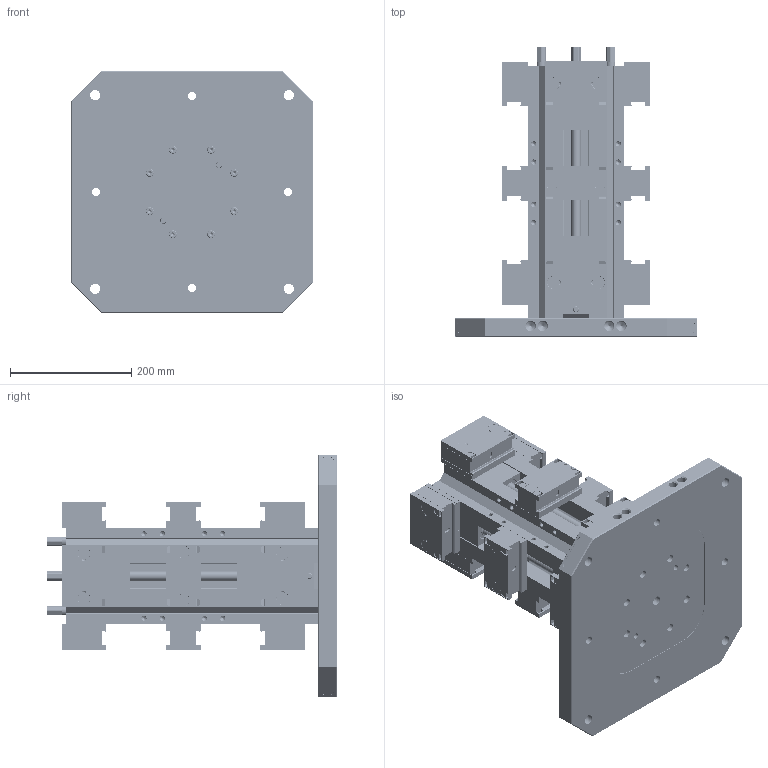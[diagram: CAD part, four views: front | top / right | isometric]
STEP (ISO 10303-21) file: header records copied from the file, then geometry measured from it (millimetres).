
FILE_DESCRIPTION (( 'STEP AP214' ), '1' );
FILE_NAME ('CTTL44CS ASSY WEB.STEP', '2025-01-09T15:59:21', ( '' ), ( '' ), 'SwSTEP 2.0', 'SolidWorks 2024', '' );
FILE_SCHEMA (( 'AUTOMOTIVE_DESIGN' ));
Length unit declared in the file: inch
Products named in the file (1): CTTL44CS ASSY WEB
Bounding box: 400 x 479.43 x 400 mm (x, y, z)
Volume: 14292923.4 mm3; surface area: 2001476.6 mm2
Topology: 141 solids, 157 shells, 6345 faces, 14968 edges, 9035 vertices
Faces by surface type: plane 2391, cylinder 2196, cone 1374, torus 272, bspline 88, sphere 24
Entity records: 191795 total; most frequent: CARTESIAN_POINT 43567, DIRECTION 32062, ORIENTED_EDGE 29204, EDGE_CURVE 14602, AXIS2_PLACEMENT_3D 11954, VERTEX_POINT 9035, LINE 8154, VECTOR 8154
